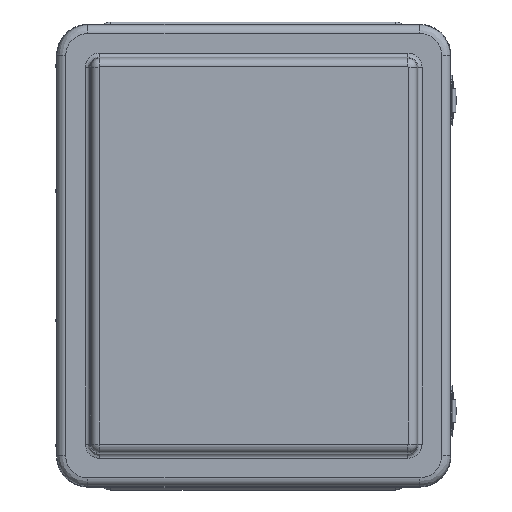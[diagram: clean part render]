
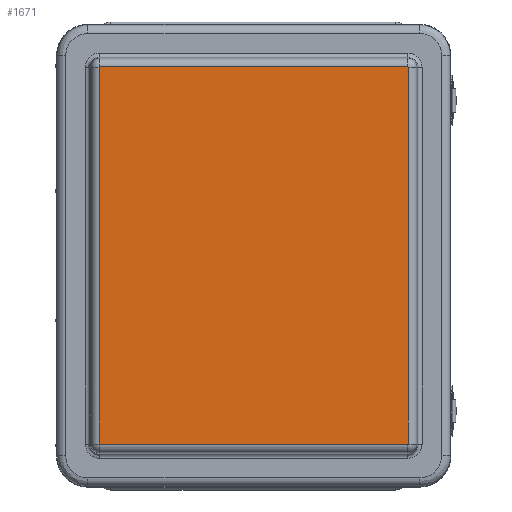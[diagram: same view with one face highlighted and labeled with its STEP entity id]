
A CAD part, top view. The second image highlights one B-rep face of the part: STEP entity #1671.
In plain terms, the highlighted planar face has unit normal (0, 0, 1).
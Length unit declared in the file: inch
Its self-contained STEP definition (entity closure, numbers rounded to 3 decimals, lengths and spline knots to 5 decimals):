
#33 = CARTESIAN_POINT ( 'NONE',  ( 0.01648, 0., 1.58762 ) ) ;
#797 = CARTESIAN_POINT ( 'NONE',  ( 0.01648, -5.46765, 1.58762 ) ) ;
#1411 = CARTESIAN_POINT ( 'NONE',  ( 4.49255, -5.46298, 1.58762 ) ) ;
#1492 = CARTESIAN_POINT ( 'NONE',  ( -4.45959, 5.46118, 1.58762 ) ) ;
#1671 = ADVANCED_FACE ( 'NONE', ( #17229 ), #11190, .T. ) ;
#3186 = CARTESIAN_POINT ( 'NONE',  ( 4.4894, 5.46702, 1.58762 ) ) ;
#4351 = VERTEX_POINT ( 'NONE', #57390 ) ;
#4599 = VECTOR ( 'NONE', #5252, 39.37008 ) ;
#5252 = DIRECTION ( 'NONE',  ( 0., 1., 0. ) ) ;
#5377 = LINE ( 'NONE', #797, #35940 ) ;
#5559 = VERTEX_POINT ( 'NONE', #62686 ) ;
#6047 = EDGE_CURVE ( 'NONE', #39613, #9710, #30891, .T. ) ;
#6787 = VECTOR ( 'NONE', #18617, 39.37008 ) ;
#7580 = CARTESIAN_POINT ( 'NONE',  ( -4.45959, -5.46117, 1.58762 ) ) ;
#7658 = LINE ( 'NONE', #40487, #6787 ) ;
#7888 = EDGE_CURVE ( 'NONE', #42789, #19178, #20689, .T. ) ;
#9710 = VERTEX_POINT ( 'NONE', #1492 ) ;
#10311 = EDGE_CURVE ( 'NONE', #19178, #4351, #68644, .T. ) ;
#10423 = CARTESIAN_POINT ( 'NONE',  ( 4.48608, -5.46765, 1.58762 ) ) ;
#11190 = PLANE ( 'NONE',  #32424 ) ;
#11480 = VERTEX_POINT ( 'NONE', #7580 ) ;
#11562 = CARTESIAN_POINT ( 'NONE',  ( -4.45311, 5.46765, 1.58762 ) ) ;
#17228 = CARTESIAN_POINT ( 'NONE',  ( -4.45311, 5.46765, 1.58762 ) ) ;
#17229 = FACE_OUTER_BOUND ( 'NONE', #63655, .T. ) ;
#17737 = CARTESIAN_POINT ( 'NONE',  ( 4.49255, -5.46117, 1.58762 ) ) ;
#18617 = DIRECTION ( 'NONE',  ( -1., 0., 0. ) ) ;
#18838 = CARTESIAN_POINT ( 'NONE',  ( 4.48788, 5.46765, 1.58762 ) ) ;
#19082 = CARTESIAN_POINT ( 'NONE',  ( 4.49191, 5.46449, 1.58762 ) ) ;
#19178 = VERTEX_POINT ( 'NONE', #22048 ) ;
#20689 = LINE ( 'NONE', #21329, #4599 ) ;
#21066 = DIRECTION ( 'NONE',  ( 0., -1., 0. ) ) ;
#21329 = CARTESIAN_POINT ( 'NONE',  ( 4.49255, 0., 1.58762 ) ) ;
#21551 = CARTESIAN_POINT ( 'NONE',  ( -4.45959, -5.46295, 1.58762 ) ) ;
#22048 = CARTESIAN_POINT ( 'NONE',  ( 4.49255, 5.46118, 1.58762 ) ) ;
#22459 = CARTESIAN_POINT ( 'NONE',  ( -4.45643, 5.46701, 1.58762 ) ) ;
#27125 = EDGE_CURVE ( 'NONE', #48049, #5559, #5377, .T. ) ;
#27583 = EDGE_CURVE ( 'NONE', #11480, #48049, #56940, .T. ) ;
#27717 = CARTESIAN_POINT ( 'NONE',  ( -4.45896, 5.4645, 1.58762 ) ) ;
#30063 = ORIENTED_EDGE ( 'NONE', *, *, #54227, .T. ) ;
#30891 = B_SPLINE_CURVE_WITH_KNOTS ( 'NONE', 3,
 ( #17228, #43813, #22459, #27717, #44751, #65433 ),
 .UNSPECIFIED., .F., .F.,
 ( 4, 2, 4 ),
 ( 0., 0.5, 1. ),
 .UNSPECIFIED. ) ;
#32424 = AXIS2_PLACEMENT_3D ( 'NONE', #33, #43654, #49103 ) ;
#33774 = DIRECTION ( 'NONE',  ( 1., 0., 0. ) ) ;
#33840 = CARTESIAN_POINT ( 'NONE',  ( -4.45311, -5.46765, 1.58762 ) ) ;
#35940 = VECTOR ( 'NONE', #33774, 39.37008 ) ;
#37023 = CARTESIAN_POINT ( 'NONE',  ( -4.45959, -5.46117, 1.58762 ) ) ;
#37480 = CARTESIAN_POINT ( 'NONE',  ( -4.45644, -5.46702, 1.58762 ) ) ;
#39613 = VERTEX_POINT ( 'NONE', #11562 ) ;
#40487 = CARTESIAN_POINT ( 'NONE',  ( 0.01648, 5.46765, 1.58762 ) ) ;
#42670 = ORIENTED_EDGE ( 'NONE', *, *, #10311, .T. ) ;
#42702 = CARTESIAN_POINT ( 'NONE',  ( -4.45895, -5.46449, 1.58762 ) ) ;
#42789 = VERTEX_POINT ( 'NONE', #51130 ) ;
#42932 = CARTESIAN_POINT ( 'NONE',  ( -4.45311, -5.46765, 1.58762 ) ) ;
#43257 = ORIENTED_EDGE ( 'NONE', *, *, #7888, .T. ) ;
#43654 = DIRECTION ( 'NONE',  ( 0., 0., 1. ) ) ;
#43757 = ORIENTED_EDGE ( 'NONE', *, *, #6047, .T. ) ;
#43813 = CARTESIAN_POINT ( 'NONE',  ( -4.45489, 5.46765, 1.58762 ) ) ;
#44751 = CARTESIAN_POINT ( 'NONE',  ( -4.45959, 5.46298, 1.58762 ) ) ;
#46054 = CARTESIAN_POINT ( 'NONE',  ( 4.48608, 5.46765, 1.58762 ) ) ;
#47140 = ORIENTED_EDGE ( 'NONE', *, *, #27583, .T. ) ;
#47382 = CARTESIAN_POINT ( 'NONE',  ( -4.45959, 0., 1.58762 ) ) ;
#47630 = CARTESIAN_POINT ( 'NONE',  ( -4.45491, -5.46765, 1.58762 ) ) ;
#48049 = VERTEX_POINT ( 'NONE', #33840 ) ;
#48709 = EDGE_CURVE ( 'NONE', #9710, #11480, #52740, .T. ) ;
#49103 = DIRECTION ( 'NONE',  ( 1., 0., 0. ) ) ;
#50079 = ORIENTED_EDGE ( 'NONE', *, *, #48709, .T. ) ;
#51077 = CARTESIAN_POINT ( 'NONE',  ( 4.49255, 5.46118, 1.58762 ) ) ;
#51130 = CARTESIAN_POINT ( 'NONE',  ( 4.49255, -5.46117, 1.58762 ) ) ;
#51433 = EDGE_CURVE ( 'NONE', #4351, #39613, #7658, .T. ) ;
#51560 = CARTESIAN_POINT ( 'NONE',  ( 4.49255, 5.46295, 1.58762 ) ) ;
#52147 = ORIENTED_EDGE ( 'NONE', *, *, #51433, .T. ) ;
#52740 = LINE ( 'NONE', #47382, #60380 ) ;
#53805 = CARTESIAN_POINT ( 'NONE',  ( 4.48785, -5.46765, 1.58762 ) ) ;
#54227 = EDGE_CURVE ( 'NONE', #5559, #42789, #67126, .T. ) ;
#56940 = B_SPLINE_CURVE_WITH_KNOTS ( 'NONE', 3,
 ( #37023, #21551, #42702, #37480, #47630, #42932 ),
 .UNSPECIFIED., .F., .F.,
 ( 4, 2, 4 ),
 ( 0., 0.5, 1. ),
 .UNSPECIFIED. ) ;
#57257 = ORIENTED_EDGE ( 'NONE', *, *, #27125, .T. ) ;
#57390 = CARTESIAN_POINT ( 'NONE',  ( 4.48608, 5.46765, 1.58762 ) ) ;
#60380 = VECTOR ( 'NONE', #21066, 39.37008 ) ;
#61383 = CARTESIAN_POINT ( 'NONE',  ( 4.49192, -5.4645, 1.58762 ) ) ;
#62686 = CARTESIAN_POINT ( 'NONE',  ( 4.48608, -5.46765, 1.58762 ) ) ;
#63655 = EDGE_LOOP ( 'NONE', ( #47140, #57257, #30063, #43257, #42670, #52147, #43757, #50079 ) ) ;
#65433 = CARTESIAN_POINT ( 'NONE',  ( -4.45959, 5.46118, 1.58762 ) ) ;
#66676 = CARTESIAN_POINT ( 'NONE',  ( 4.48939, -5.46701, 1.58762 ) ) ;
#67126 = B_SPLINE_CURVE_WITH_KNOTS ( 'NONE', 3,
 ( #10423, #53805, #66676, #61383, #1411, #17737 ),
 .UNSPECIFIED., .F., .F.,
 ( 4, 2, 4 ),
 ( 0., 0.5, 1. ),
 .UNSPECIFIED. ) ;
#68644 = B_SPLINE_CURVE_WITH_KNOTS ( 'NONE', 3,
 ( #51077, #51560, #19082, #3186, #18838, #46054 ),
 .UNSPECIFIED., .F., .F.,
 ( 4, 2, 4 ),
 ( 0., 0.5, 1. ),
 .UNSPECIFIED. ) ;
